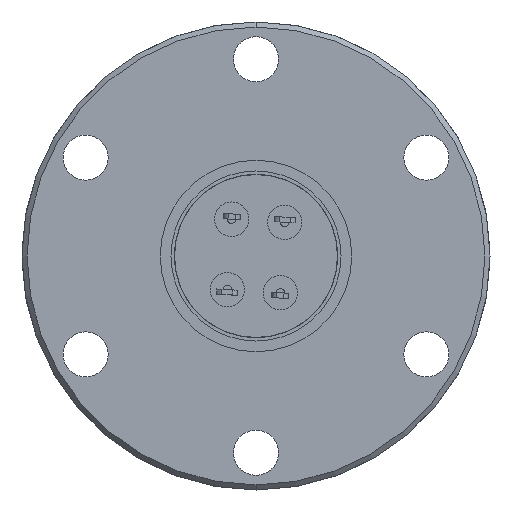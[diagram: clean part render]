
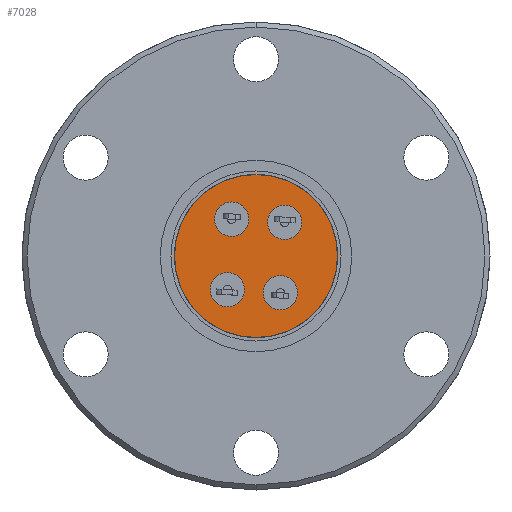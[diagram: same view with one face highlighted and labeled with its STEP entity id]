
A CAD part, front view. The second image highlights one B-rep face of the part: STEP entity #7028.
In plain terms, the highlighted planar face has unit normal (0, -1, 0).
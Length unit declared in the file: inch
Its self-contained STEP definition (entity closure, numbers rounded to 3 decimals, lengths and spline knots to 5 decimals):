
#92 = DIRECTION ( 'NONE',  ( -1., 0., 0. ) ) ;
#93 = DIRECTION ( 'NONE',  ( 0., 1., 0. ) ) ;
#94 = CARTESIAN_POINT ( 'NONE',  ( 0.14307, -1.95412, -0.21614 ) ) ;
#105 = DIRECTION ( 'NONE',  ( -1., 0., 0. ) ) ;
#106 = DIRECTION ( 'NONE',  ( 0., 1., 0. ) ) ;
#107 = CARTESIAN_POINT ( 'NONE',  ( -0.14304, -1.95412, 0.21664 ) ) ;
#120 = DIRECTION ( 'NONE',  ( -1., 0., 0. ) ) ;
#121 = DIRECTION ( 'NONE',  ( 0., 1., 0. ) ) ;
#122 = CARTESIAN_POINT ( 'NONE',  ( -0.16838, -1.95412, -0.19758 ) ) ;
#132 = DIRECTION ( 'NONE',  ( -1., 0., 0. ) ) ;
#133 = DIRECTION ( 'NONE',  ( 0., 1., 0. ) ) ;
#135 = CARTESIAN_POINT ( 'NONE',  ( 0.16841, -1.95412, 0.19808 ) ) ;
#212 = DIRECTION ( 'NONE',  ( -1., 0., 0. ) ) ;
#213 = DIRECTION ( 'NONE',  ( 0., 1., 0. ) ) ;
#214 = CARTESIAN_POINT ( 'NONE',  ( 0., -1.95412, 0. ) ) ;
#739 = EDGE_LOOP ( 'NONE', ( #1659, #1660 ) ) ;
#749 = EDGE_LOOP ( 'NONE', ( #1661, #1662 ) ) ;
#761 = EDGE_LOOP ( 'NONE', ( #1657, #1658 ) ) ;
#763 = EDGE_LOOP ( 'NONE', ( #1663, #1664 ) ) ;
#765 = EDGE_LOOP ( 'NONE', ( #1665, #1666 ) ) ;
#1657 = ORIENTED_EDGE ( 'NONE', *, *, #7232, .T. ) ;
#1658 = ORIENTED_EDGE ( 'NONE', *, *, #8670, .T. ) ;
#1659 = ORIENTED_EDGE ( 'NONE', *, *, #7236, .T. ) ;
#1660 = ORIENTED_EDGE ( 'NONE', *, *, #8669, .T. ) ;
#1661 = ORIENTED_EDGE ( 'NONE', *, *, #7210, .F. ) ;
#1662 = ORIENTED_EDGE ( 'NONE', *, *, #8513, .F. ) ;
#1663 = ORIENTED_EDGE ( 'NONE', *, *, #7240, .T. ) ;
#1664 = ORIENTED_EDGE ( 'NONE', *, *, #8668, .T. ) ;
#1665 = ORIENTED_EDGE ( 'NONE', *, *, #7244, .T. ) ;
#1666 = ORIENTED_EDGE ( 'NONE', *, *, #8667, .T. ) ;
#1784 = VERTEX_POINT ( 'NONE', #4253 ) ;
#1785 = VERTEX_POINT ( 'NONE', #4249 ) ;
#1809 = VERTEX_POINT ( 'NONE', #4130 ) ;
#1810 = VERTEX_POINT ( 'NONE', #4101 ) ;
#1813 = VERTEX_POINT ( 'NONE', #4125 ) ;
#1814 = VERTEX_POINT ( 'NONE', #4104 ) ;
#1817 = VERTEX_POINT ( 'NONE', #4078 ) ;
#1818 = VERTEX_POINT ( 'NONE', #4069 ) ;
#1821 = VERTEX_POINT ( 'NONE', #4083 ) ;
#1822 = VERTEX_POINT ( 'NONE', #4063 ) ;
#2221 = AXIS2_PLACEMENT_3D ( 'NONE', #94, #93, #92 ) ;
#2223 = CIRCLE ( 'NONE', #2221, 0.101 ) ;
#2227 = AXIS2_PLACEMENT_3D ( 'NONE', #107, #106, #105 ) ;
#2229 = CIRCLE ( 'NONE', #2227, 0.101 ) ;
#2233 = AXIS2_PLACEMENT_3D ( 'NONE', #122, #121, #120 ) ;
#2235 = CIRCLE ( 'NONE', #2233, 0.101 ) ;
#2239 = AXIS2_PLACEMENT_3D ( 'NONE', #135, #133, #132 ) ;
#2241 = CIRCLE ( 'NONE', #2239, 0.101 ) ;
#2272 = AXIS2_PLACEMENT_3D ( 'NONE', #214, #213, #212 ) ;
#2277 = CIRCLE ( 'NONE', #2272, 0.4785 ) ;
#2513 = AXIS2_PLACEMENT_3D ( 'NONE', #5235, #5229, #5228 ) ;
#4063 = CARTESIAN_POINT ( 'NONE',  ( 0.24407, -1.95412, -0.21614 ) ) ;
#4069 = CARTESIAN_POINT ( 'NONE',  ( -0.04204, -1.95412, 0.21664 ) ) ;
#4078 = CARTESIAN_POINT ( 'NONE',  ( -0.24404, -1.95412, 0.21664 ) ) ;
#4083 = CARTESIAN_POINT ( 'NONE',  ( 0.04207, -1.95412, -0.21614 ) ) ;
#4101 = CARTESIAN_POINT ( 'NONE',  ( 0.26941, -1.95412, 0.19808 ) ) ;
#4104 = CARTESIAN_POINT ( 'NONE',  ( -0.06738, -1.95412, -0.19758 ) ) ;
#4125 = CARTESIAN_POINT ( 'NONE',  ( -0.26938, -1.95412, -0.19758 ) ) ;
#4130 = CARTESIAN_POINT ( 'NONE',  ( 0.06741, -1.95412, 0.19808 ) ) ;
#4249 = CARTESIAN_POINT ( 'NONE',  ( 0.4785, -1.95412, 0. ) ) ;
#4253 = CARTESIAN_POINT ( 'NONE',  ( -0.4785, -1.95412, 0. ) ) ;
#5228 = DIRECTION ( 'NONE',  ( 1., 0., 0. ) ) ;
#5229 = DIRECTION ( 'NONE',  ( 0., -1., 0. ) ) ;
#5230 = FACE_BOUND ( 'NONE', #763, .T. ) ;
#5234 = FACE_OUTER_BOUND ( 'NONE', #749, .T. ) ;
#5235 = CARTESIAN_POINT ( 'NONE',  ( 0., -1.95412, 0. ) ) ;
#5236 = FACE_BOUND ( 'NONE', #739, .T. ) ;
#5238 = FACE_BOUND ( 'NONE', #761, .T. ) ;
#5239 = FACE_BOUND ( 'NONE', #765, .T. ) ;
#5244 = PLANE ( 'NONE',  #2513 ) ;
#7028 = ADVANCED_FACE ( 'NONE', ( #5238, #5236, #5234, #5230, #5239 ), #5244, .T. ) ;
#7210 = EDGE_CURVE ( 'NONE', #1784, #1785, #2277, .T. ) ;
#7232 = EDGE_CURVE ( 'NONE', #1809, #1810, #2241, .T. ) ;
#7236 = EDGE_CURVE ( 'NONE', #1813, #1814, #2235, .T. ) ;
#7240 = EDGE_CURVE ( 'NONE', #1817, #1818, #2229, .T. ) ;
#7244 = EDGE_CURVE ( 'NONE', #1821, #1822, #2223, .T. ) ;
#7473 = AXIS2_PLACEMENT_3D ( 'NONE', #7857, #7858, #7859 ) ;
#7475 = AXIS2_PLACEMENT_3D ( 'NONE', #7854, #7855, #7856 ) ;
#7476 = CIRCLE ( 'NONE', #7473, 0.101 ) ;
#7477 = AXIS2_PLACEMENT_3D ( 'NONE', #7851, #7852, #7853 ) ;
#7478 = CIRCLE ( 'NONE', #7475, 0.101 ) ;
#7479 = AXIS2_PLACEMENT_3D ( 'NONE', #7848, #7849, #7850 ) ;
#7480 = CIRCLE ( 'NONE', #7477, 0.101 ) ;
#7482 = CIRCLE ( 'NONE', #7479, 0.101 ) ;
#7706 = AXIS2_PLACEMENT_3D ( 'NONE', #9479, #9480, #9481 ) ;
#7709 = CIRCLE ( 'NONE', #7706, 0.4785 ) ;
#7848 = CARTESIAN_POINT ( 'NONE',  ( 0.14307, -1.95412, -0.21614 ) ) ;
#7849 = DIRECTION ( 'NONE',  ( 0., 1., 0. ) ) ;
#7850 = DIRECTION ( 'NONE',  ( -1., 0., 0. ) ) ;
#7851 = CARTESIAN_POINT ( 'NONE',  ( -0.14304, -1.95412, 0.21664 ) ) ;
#7852 = DIRECTION ( 'NONE',  ( 0., 1., 0. ) ) ;
#7853 = DIRECTION ( 'NONE',  ( -1., 0., 0. ) ) ;
#7854 = CARTESIAN_POINT ( 'NONE',  ( -0.16838, -1.95412, -0.19758 ) ) ;
#7855 = DIRECTION ( 'NONE',  ( 0., 1., 0. ) ) ;
#7856 = DIRECTION ( 'NONE',  ( -1., 0., 0. ) ) ;
#7857 = CARTESIAN_POINT ( 'NONE',  ( 0.16841, -1.95412, 0.19808 ) ) ;
#7858 = DIRECTION ( 'NONE',  ( 0., 1., 0. ) ) ;
#7859 = DIRECTION ( 'NONE',  ( -1., 0., 0. ) ) ;
#8513 = EDGE_CURVE ( 'NONE', #1785, #1784, #7709, .T. ) ;
#8667 = EDGE_CURVE ( 'NONE', #1822, #1821, #7482, .T. ) ;
#8668 = EDGE_CURVE ( 'NONE', #1818, #1817, #7480, .T. ) ;
#8669 = EDGE_CURVE ( 'NONE', #1814, #1813, #7478, .T. ) ;
#8670 = EDGE_CURVE ( 'NONE', #1810, #1809, #7476, .T. ) ;
#9479 = CARTESIAN_POINT ( 'NONE',  ( 0., -1.95412, 0. ) ) ;
#9480 = DIRECTION ( 'NONE',  ( 0., 1., 0. ) ) ;
#9481 = DIRECTION ( 'NONE',  ( -1., 0., 0. ) ) ;
